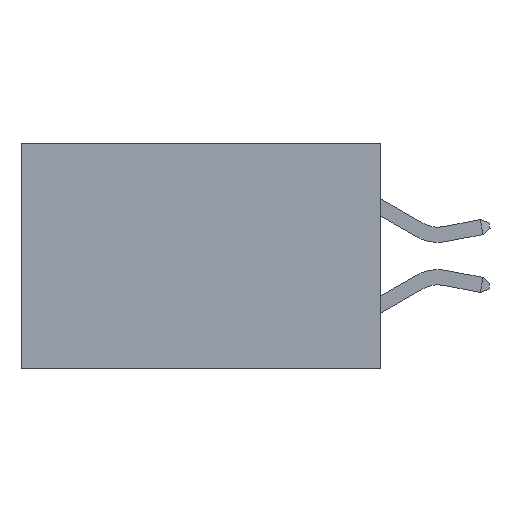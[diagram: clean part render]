
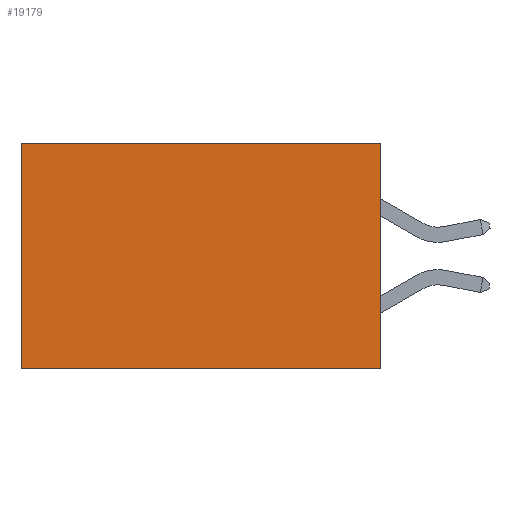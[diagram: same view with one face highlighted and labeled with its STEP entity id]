
A CAD part, left-side view. The second image highlights one B-rep face of the part: STEP entity #19179.
In plain terms, the highlighted planar face has unit normal (-1, 0, 0).
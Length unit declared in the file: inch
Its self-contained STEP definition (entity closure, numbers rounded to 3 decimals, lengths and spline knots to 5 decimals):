
#121 = LINE ( 'NONE', #7488, #11016 ) ;
#374 = DIRECTION ( 'NONE',  ( 0., 0., -1. ) ) ;
#1320 = CARTESIAN_POINT ( 'NONE',  ( 0.277, 0., -0.37 ) ) ;
#2488 = FACE_OUTER_BOUND ( 'NONE', #23754, .T. ) ;
#4217 = EDGE_CURVE ( 'NONE', #20182, #6726, #121, .T. ) ;
#4259 = VECTOR ( 'NONE', #25013, 39.37008 ) ;
#6726 = VERTEX_POINT ( 'NONE', #10525 ) ;
#6846 = CARTESIAN_POINT ( 'NONE',  ( 0.277, 0.59, -0.37 ) ) ;
#7488 = CARTESIAN_POINT ( 'NONE',  ( 0.277, 0., 0. ) ) ;
#7616 = EDGE_CURVE ( 'NONE', #20182, #24525, #11178, .T. ) ;
#8626 = CARTESIAN_POINT ( 'NONE',  ( 0.277, 0.59, -0.37 ) ) ;
#9629 = CARTESIAN_POINT ( 'NONE',  ( 0.277, 0., 0. ) ) ;
#10525 = CARTESIAN_POINT ( 'NONE',  ( 0.277, 0.59, 0. ) ) ;
#10680 = DIRECTION ( 'NONE',  ( 0., 1., 0. ) ) ;
#10792 = AXIS2_PLACEMENT_3D ( 'NONE', #16587, #14308, #374 ) ;
#11016 = VECTOR ( 'NONE', #10680, 39.37008 ) ;
#11178 = LINE ( 'NONE', #18051, #4259 ) ;
#11260 = CARTESIAN_POINT ( 'NONE',  ( 0.277, 0., -0.37 ) ) ;
#12360 = ORIENTED_EDGE ( 'NONE', *, *, #4217, .T. ) ;
#14308 = DIRECTION ( 'NONE',  ( 1., 0., 0. ) ) ;
#15631 = VECTOR ( 'NONE', #29871, 39.37008 ) ;
#16156 = ORIENTED_EDGE ( 'NONE', *, *, #23371, .T. ) ;
#16587 = CARTESIAN_POINT ( 'NONE',  ( 0.277, 0., -0.37 ) ) ;
#18051 = CARTESIAN_POINT ( 'NONE',  ( 0.277, 0., -0.37 ) ) ;
#18975 = EDGE_CURVE ( 'NONE', #24525, #19347, #19972, .T. ) ;
#19179 = ADVANCED_FACE ( 'NONE', ( #2488 ), #28104, .F. ) ;
#19347 = VERTEX_POINT ( 'NONE', #8626 ) ;
#19669 = ORIENTED_EDGE ( 'NONE', *, *, #18975, .F. ) ;
#19972 = LINE ( 'NONE', #11260, #26058 ) ;
#20182 = VERTEX_POINT ( 'NONE', #9629 ) ;
#23371 = EDGE_CURVE ( 'NONE', #6726, #19347, #27844, .T. ) ;
#23754 = EDGE_LOOP ( 'NONE', ( #16156, #19669, #29322, #12360 ) ) ;
#24525 = VERTEX_POINT ( 'NONE', #1320 ) ;
#25013 = DIRECTION ( 'NONE',  ( 0., 0., -1. ) ) ;
#26058 = VECTOR ( 'NONE', #29699, 39.37008 ) ;
#27844 = LINE ( 'NONE', #6846, #15631 ) ;
#28104 = PLANE ( 'NONE',  #10792 ) ;
#29322 = ORIENTED_EDGE ( 'NONE', *, *, #7616, .F. ) ;
#29699 = DIRECTION ( 'NONE',  ( 0., 1., 0. ) ) ;
#29871 = DIRECTION ( 'NONE',  ( 0., 0., -1. ) ) ;
